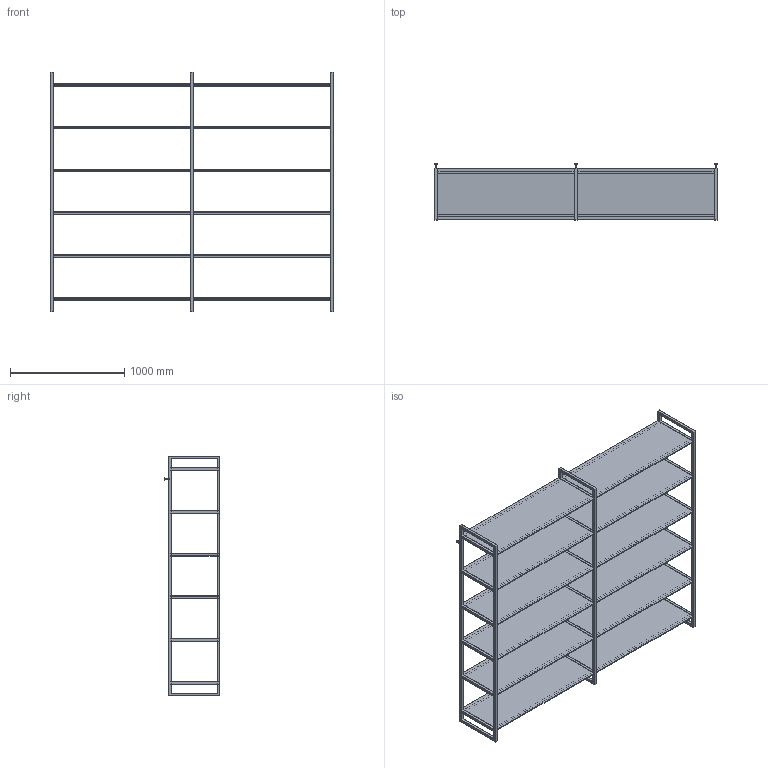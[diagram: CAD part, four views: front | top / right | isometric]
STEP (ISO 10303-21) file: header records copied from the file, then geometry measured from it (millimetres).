
FILE_DESCRIPTION(/* description */ (''),/* implementation_level */ '2;1');
FILE_NAME(/* name */ '5f1d48af6106991662cf3071',/* time_stamp */ '2020-07-26T09:11:14+00:00',/* author */ (''),/* organization */ (''),/* preprocessor_version */ 'ST-DEVELOPER v16.7',/* originating_system */ $,/* authorisation */ $);
FILE_SCHEMA (('AUTOMOTIVE_DESIGN {1 0 10303 214 3 1 1}'));
Length unit declared in the file: metre
Products named in the file (15): faino estante; crossbeam-front; shelf; crossbeam-back; sideframe; wall fixation subassembly <1>; wallfixation-inner; Hex socket head cap screw M5x0.80 x 10; Hex socket set screw with flat point M4x0.7 x 4; wallfixation-plate; wallfixation-outer; wall fixation assembly <3>; wall fixation assembly <2>
Assembly tree (60 placements, depth 3):
  faino estante
    crossbeam-front  x12
    shelf  x12
    crossbeam-back  x12
    sideframe
    sideframe
    sideframe
    wall fixation subassembly <1>
      wallfixation-inner
      Hex socket head cap screw M5x0.80 x 10
      Hex socket set screw with flat point M4x0.7 x 4  x2
      wallfixation-plate
      wallfixation-outer
    wall fixation assembly <3>
      wallfixation-inner
      wallfixation-outer
      Hex socket set screw with flat point M4x0.7 x 4  x2
      Hex socket head cap screw M5x0.80 x 10
      wallfixation-plate
    wall fixation assembly <2>
      Hex socket set screw with flat point M4x0.7 x 4  x2
      wallfixation-plate
      Hex socket head cap screw M5x0.80 x 10
      wallfixation-inner
      wallfixation-outer
Bounding box: 2475 x 490 x 2100 mm (x, y, z)
Volume: 97084292.1 mm3; surface area: 20170038 mm2
Topology: 57 solids, 57 shells, 2322 faces, 6375 edges, 4218 vertices
Faces by surface type: plane 1644, cylinder 633, cone 36, torus 9
Full cylindrical faces by diameter (mm): 3.3 x54, 4 x6, 4.2 x51, 4.5 x51, 5 x3, 5.5 x48, 7 x6, 8.5 x3, 9 x3, 11.8 x6, 12 x3, 15 x3, 20 x3
Entity records: 31677 total; most frequent: CARTESIAN_POINT 5391, DIRECTION 5252, ORIENTED_EDGE 5084, EDGE_CURVE 2542, LINE 2010, VECTOR 2010, VERTEX_POINT 1716, AXIS2_PLACEMENT_3D 1621
